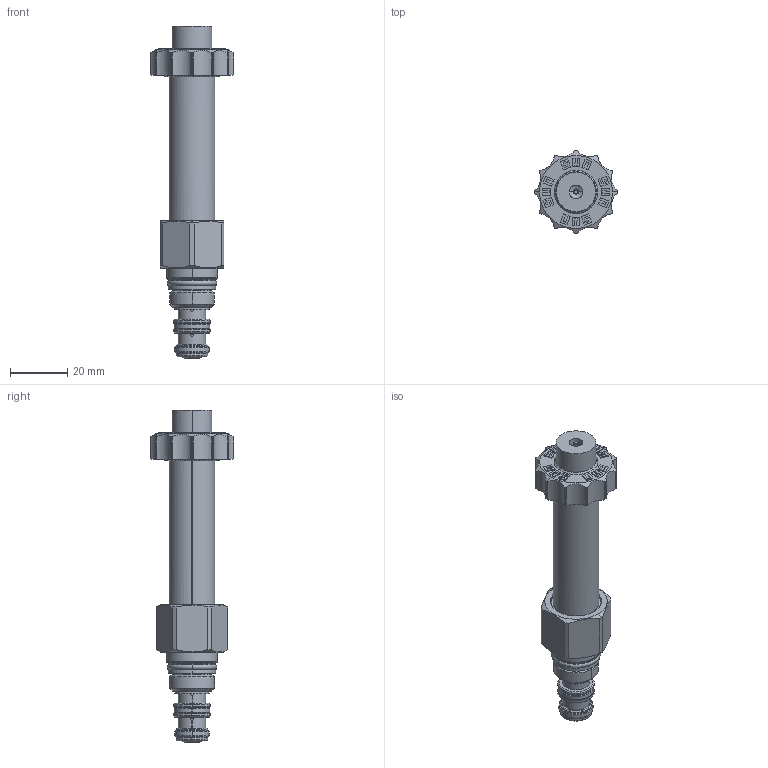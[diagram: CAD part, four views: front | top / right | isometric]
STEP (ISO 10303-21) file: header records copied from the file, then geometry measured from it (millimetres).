
FILE_DESCRIPTION((''),'2;1');
FILE_NAME('DBAFSCN_SW_PRT','2020-10-15T',('charlief'),(''),'PRO/ENGINEER BY PARAMETRIC TECHNOLOGY CORPORATION, 2016010','PRO/ENGINEER BY PARAMETRIC TECHNOLOGY CORPORATION, 2016010','');
FILE_SCHEMA(('CONFIG_CONTROL_DESIGN'));
Products named in the file (1): DBAFSCN_SW_PRT
Bounding box: 29.21 x 29.21 x 115.8 mm (x, y, z)
Surface area: 15368.7 mm2 (no closed solid volume)
Topology: 0 solids, 0 shells, 466 faces, 2252 edges, 2230 vertices
Faces by surface type: bspline 412, torus 54
Entity records: 64367 total; most frequent: CARTESIAN_POINT 44176, DIRECTION 3244, TRIMMED_CURVE 2728, VECTOR 2320, LINE 2320, DEFINITIONAL_REPRESENTATION 2208, PCURVE 2208, COMPOSITE_CURVE_SEGMENT 2208
